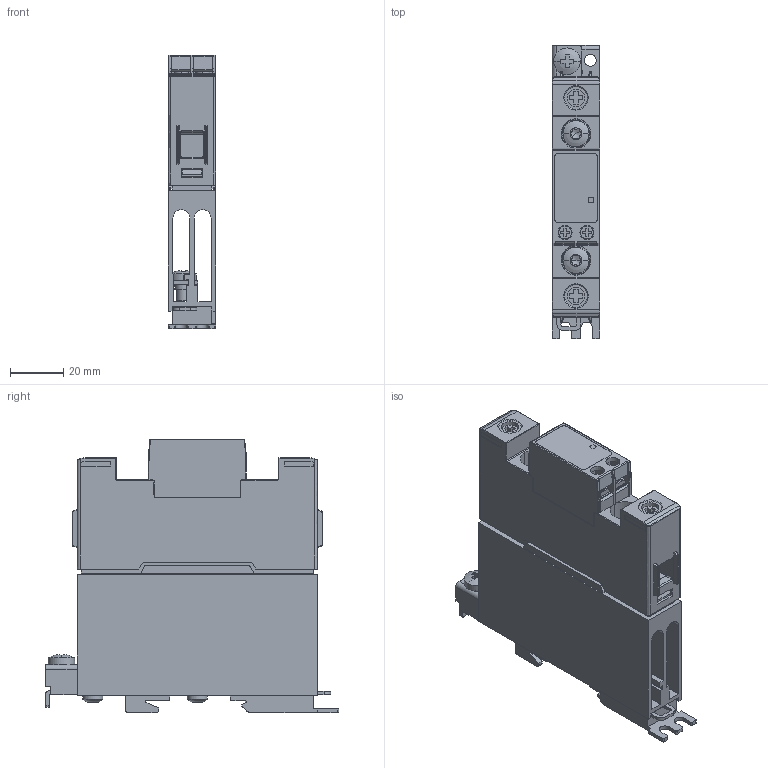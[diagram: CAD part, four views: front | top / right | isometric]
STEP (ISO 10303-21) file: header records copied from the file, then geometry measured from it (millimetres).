
FILE_DESCRIPTION((''),'2;1');
FILE_NAME('CGI1385-00.stp','2017-10-06T13:44:43',(''),(''),'Mechanical Desktop 2011','Mechanical Desktop 2011',', , ');
FILE_SCHEMA(('AUTOMOTIVE_DESIGN { 1 2 10303 214 1 1 1 1 }'));
Length unit declared in the file: millimetre
Products named in the file (2): Product; CGI1385-00
Bounding box: 17.8 x 110 x 102.68 mm (x, y, z)
Volume: 104679 mm3; surface area: 44571.7 mm2
Topology: 1 solids, 1 shells, 865 faces, 2369 edges, 1528 vertices
Faces by surface type: bspline 326, plane 295, cylinder 186, cone 22, torus 18, sphere 18
Entity records: 30927 total; most frequent: CARTESIAN_POINT 9534, ORIENTED_EDGE 4714, DIRECTION 4150, EDGE_CURVE 2357, VERTEX_POINT 1528, VECTOR 1486, LINE 1486, AXIS2_PLACEMENT_3D 1332
